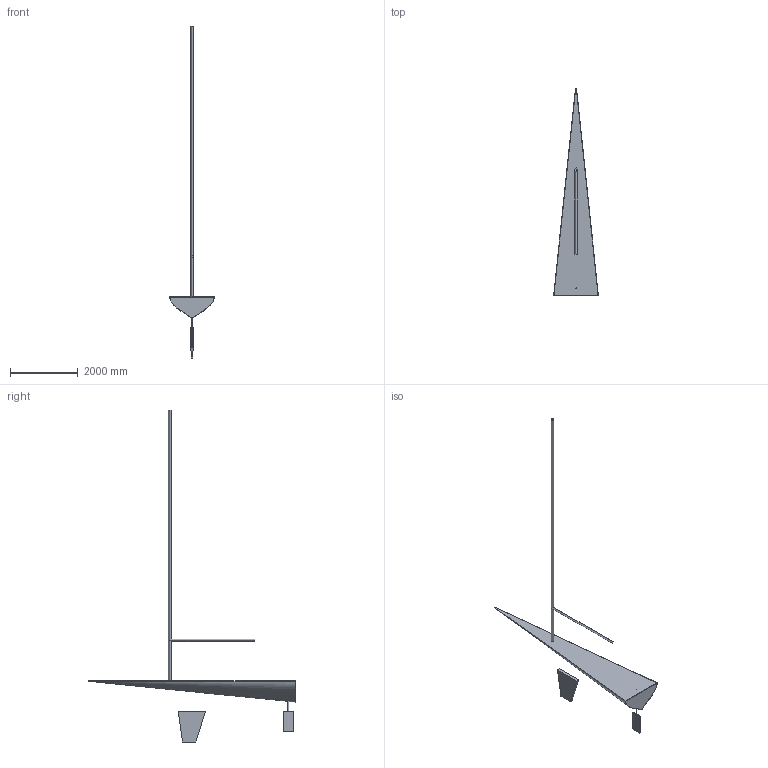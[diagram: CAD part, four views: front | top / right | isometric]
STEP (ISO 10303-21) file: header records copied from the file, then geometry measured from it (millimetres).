
FILE_DESCRIPTION(('FreeCAD Model'),'2;1');
FILE_NAME('Open CASCADE Shape Model','2026-02-20T00:28:08',('Author'),( ''),'Open CASCADE STEP processor 7.7','FreeCAD','Unknown');
FILE_SCHEMA(('AUTOMOTIVE_DESIGN { 1 0 10303 214 1 1 1 1 }'));
Length unit declared in the file: millimetre
Products named in the file (13): kb1_upwind_design; Vessel; Hull_Shell__fiberglass; Transom__fiberglass; Deck__fiberglass; Keel__lead; Rudder_Blade__wood; Rudder_Stock__stainless_steel; Mast__aluminum; Boom__aluminum; Air_Inside__air; X-axis; XY-plane
Assembly tree (25 placements, depth 3):
  kb1_upwind_design
    Vessel
      Hull_Shell__fiberglass
      Transom__fiberglass
      Deck__fiberglass
      Keel__lead
      Rudder_Blade__wood
      Rudder_Stock__stainless_steel
      Mast__aluminum
      Boom__aluminum
      Air_Inside__air
    X-axis  x3
    XY-plane  x3
    Hull_Shell__fiberglass
    Transom__fiberglass
    Deck__fiberglass
    Keel__lead
    Rudder_Blade__wood
    Rudder_Stock__stainless_steel
    Mast__aluminum
    Boom__aluminum
    Air_Inside__air
Bounding box: 1320 x 6108 x 9800 mm (x, y, z)
Volume: 10340935585.6 mm3; surface area: 162168298.2 mm2
Topology: 18 solids, 18 shells, 86 faces, 153 edges, 100 vertices
Faces by surface type: plane 50, bspline 20, cylinder 10, extrusion 6
Full cylindrical faces by diameter (mm): 30 x2, 69 x2, 75 x2, 92 x2, 100 x2
Entity records: 20929 total; most frequent: CARTESIAN_POINT 19876, DIRECTION 173, ORIENTED_EDGE 150, EDGE_CURVE 75, AXIS2_PLACEMENT_3D 66, VERTEX_POINT 50, FACE_BOUND 47, EDGE_LOOP 47
